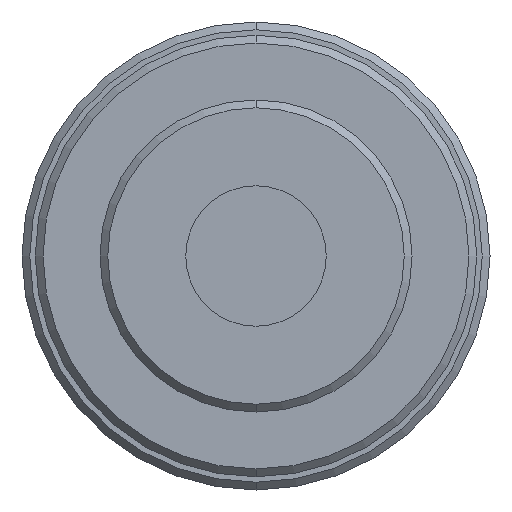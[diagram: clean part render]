
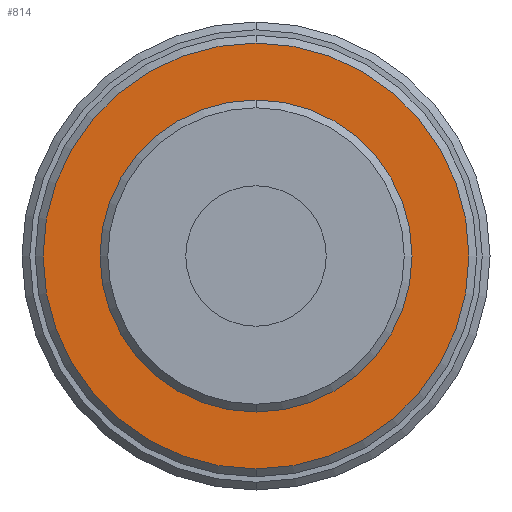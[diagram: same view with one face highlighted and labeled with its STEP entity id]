
A CAD part, front view. The second image highlights one B-rep face of the part: STEP entity #814.
In plain terms, the highlighted planar face has unit normal (0, -1, 0).
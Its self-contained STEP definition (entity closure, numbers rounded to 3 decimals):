
#25 = CARTESIAN_POINT ( 'NONE',  ( 0., 1.5, -13.65 ) ) ;
#73 = CARTESIAN_POINT ( 'NONE',  ( 0., 1.5, 0. ) ) ;
#93 = DIRECTION ( 'NONE',  ( 0., -1., 0. ) ) ;
#108 = DIRECTION ( 'NONE',  ( 0., -1., 0. ) ) ;
#116 = DIRECTION ( 'NONE',  ( 0., 0., -1. ) ) ;
#118 = CARTESIAN_POINT ( 'NONE',  ( 0., 1.5, 0. ) ) ;
#123 = PLANE ( 'NONE',  #1086 ) ;
#141 = DIRECTION ( 'NONE',  ( 0., 0., -1. ) ) ;
#145 = CARTESIAN_POINT ( 'NONE',  ( 0., 1.5, -10. ) ) ;
#199 = DIRECTION ( 'NONE',  ( 0., 0., -1. ) ) ;
#259 = DIRECTION ( 'NONE',  ( 0., -1., 0. ) ) ;
#265 = CARTESIAN_POINT ( 'NONE',  ( 0., 1.5, 0. ) ) ;
#608 = CIRCLE ( 'NONE', #1117, 10. ) ;
#610 = CIRCLE ( 'NONE', #1082, 13.65 ) ;
#611 = CIRCLE ( 'NONE', #1498, 13.65 ) ;
#631 = CIRCLE ( 'NONE', #1390, 10. ) ;
#690 = EDGE_CURVE ( 'NONE', #2124, #2242, #631, .T. ) ;
#700 = EDGE_CURVE ( 'NONE', #2151, #2214, #611, .T. ) ;
#814 = ADVANCED_FACE ( 'NONE', ( #1099, #1093 ), #123, .T. ) ;
#819 = EDGE_CURVE ( 'NONE', #2214, #2151, #610, .T. ) ;
#820 = EDGE_CURVE ( 'NONE', #2242, #2124, #608, .T. ) ;
#1082 = AXIS2_PLACEMENT_3D ( 'NONE', #73, #93, #116 ) ;
#1086 = AXIS2_PLACEMENT_3D ( 'NONE', #118, #108, #141 ) ;
#1093 = FACE_BOUND ( 'NONE', #1840, .T. ) ;
#1099 = FACE_OUTER_BOUND ( 'NONE', #1865, .T. ) ;
#1117 = AXIS2_PLACEMENT_3D ( 'NONE', #265, #259, #199 ) ;
#1190 = CARTESIAN_POINT ( 'NONE',  ( 0., 1.5, 10. ) ) ;
#1315 = CARTESIAN_POINT ( 'NONE',  ( 0., 1.5, 13.65 ) ) ;
#1390 = AXIS2_PLACEMENT_3D ( 'NONE', #2190, #2202, #1987 ) ;
#1498 = AXIS2_PLACEMENT_3D ( 'NONE', #2066, #2061, #2054 ) ;
#1570 = ORIENTED_EDGE ( 'NONE', *, *, #690, .F. ) ;
#1571 = ORIENTED_EDGE ( 'NONE', *, *, #819, .T. ) ;
#1573 = ORIENTED_EDGE ( 'NONE', *, *, #700, .T. ) ;
#1574 = ORIENTED_EDGE ( 'NONE', *, *, #820, .F. ) ;
#1840 = EDGE_LOOP ( 'NONE', ( #1570, #1574 ) ) ;
#1865 = EDGE_LOOP ( 'NONE', ( #1571, #1573 ) ) ;
#1987 = DIRECTION ( 'NONE',  ( 0., 0., -1. ) ) ;
#2054 = DIRECTION ( 'NONE',  ( 0., 0., -1. ) ) ;
#2061 = DIRECTION ( 'NONE',  ( 0., -1., 0. ) ) ;
#2066 = CARTESIAN_POINT ( 'NONE',  ( 0., 1.5, 0. ) ) ;
#2124 = VERTEX_POINT ( 'NONE', #145 ) ;
#2151 = VERTEX_POINT ( 'NONE', #25 ) ;
#2190 = CARTESIAN_POINT ( 'NONE',  ( 0., 1.5, 0. ) ) ;
#2202 = DIRECTION ( 'NONE',  ( 0., -1., 0. ) ) ;
#2214 = VERTEX_POINT ( 'NONE', #1315 ) ;
#2242 = VERTEX_POINT ( 'NONE', #1190 ) ;
